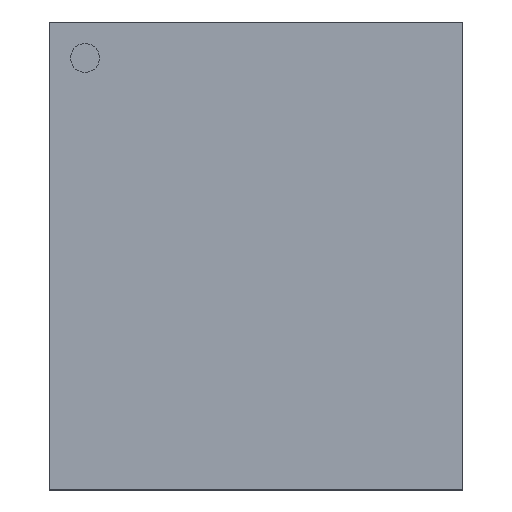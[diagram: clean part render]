
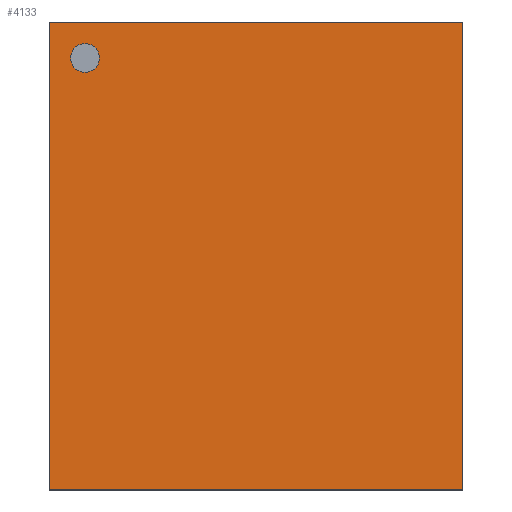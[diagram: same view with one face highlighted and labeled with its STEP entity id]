
A CAD part, top view. The second image highlights one B-rep face of the part: STEP entity #4133.
In plain terms, the highlighted planar face has unit normal (0, 0, 1).
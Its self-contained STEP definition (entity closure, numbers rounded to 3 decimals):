
#17=LINE('',#7732,#29);
#20=LINE('',#7738,#32);
#23=LINE('',#7744,#35);
#26=LINE('',#7748,#38);
#29=VECTOR('',#6617,13.);
#32=VECTOR('',#6622,11.5);
#35=VECTOR('',#6627,13.);
#38=VECTOR('',#6632,11.5);
#507=FACE_BOUND('',#1753,.T.);
#1128=FACE_OUTER_BOUND('',#1752,.T.);
#1752=EDGE_LOOP('',(#3343,#3344,#3345,#3346));
#1753=EDGE_LOOP('',(#3347));
#2065=CIRCLE('',#5060,0.4);
#2375=VERTEX_POINT('',#7722);
#2378=VERTEX_POINT('',#7729);
#2379=VERTEX_POINT('',#7731);
#2381=VERTEX_POINT('',#7737);
#2383=VERTEX_POINT('',#7743);
#2693=EDGE_CURVE('',#2375,#2375,#2065,.T.);
#2696=EDGE_CURVE('',#2379,#2378,#17,.T.);
#2699=EDGE_CURVE('',#2381,#2379,#20,.T.);
#2702=EDGE_CURVE('',#2383,#2381,#23,.T.);
#2705=EDGE_CURVE('',#2378,#2383,#26,.T.);
#3343=ORIENTED_EDGE('',*,*,#2705,.T.);
#3344=ORIENTED_EDGE('',*,*,#2702,.T.);
#3345=ORIENTED_EDGE('',*,*,#2699,.T.);
#3346=ORIENTED_EDGE('',*,*,#2696,.T.);
#3347=ORIENTED_EDGE('',*,*,#2693,.T.);
#3664=PLANE('',#5067);
#4133=ADVANCED_FACE('',(#1128,#507),#3664,.T.);
#5060=AXIS2_PLACEMENT_3D('',#7723,#6609,#6610);
#5067=AXIS2_PLACEMENT_3D('',#7750,#6635,#6636);
#6609=DIRECTION('center_axis',(0.,0.,-1.));
#6610=DIRECTION('ref_axis',(-1.,0.,0.));
#6617=DIRECTION('',(0.,1.,0.));
#6622=DIRECTION('',(1.,0.,0.));
#6627=DIRECTION('',(0.,-1.,0.));
#6632=DIRECTION('',(-1.,0.,0.));
#6635=DIRECTION('center_axis',(0.,0.,1.));
#6636=DIRECTION('ref_axis',(1.,0.,0.));
#7722=CARTESIAN_POINT('',(-4.35,5.5,1.));
#7723=CARTESIAN_POINT('Origin',(-4.75,5.5,1.));
#7729=CARTESIAN_POINT('',(5.75,6.5,1.));
#7731=CARTESIAN_POINT('',(5.75,-6.5,1.));
#7732=CARTESIAN_POINT('',(5.75,6.5,1.));
#7737=CARTESIAN_POINT('',(-5.75,-6.5,1.));
#7738=CARTESIAN_POINT('',(5.75,-6.5,1.));
#7743=CARTESIAN_POINT('',(-5.75,6.5,1.));
#7744=CARTESIAN_POINT('',(-5.75,-6.5,1.));
#7748=CARTESIAN_POINT('',(-5.75,6.5,1.));
#7750=CARTESIAN_POINT('Origin',(0.,0.,
1.));
